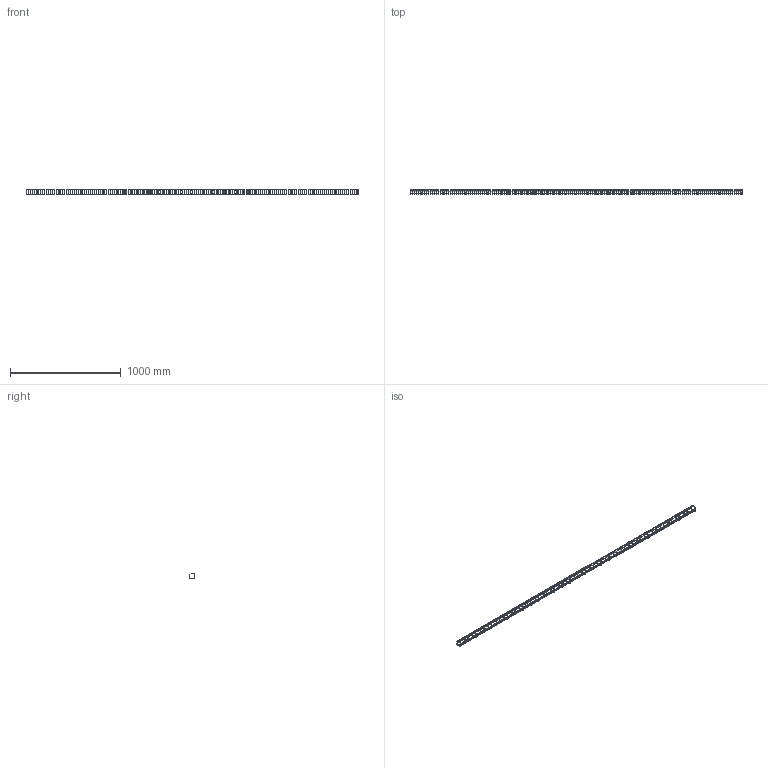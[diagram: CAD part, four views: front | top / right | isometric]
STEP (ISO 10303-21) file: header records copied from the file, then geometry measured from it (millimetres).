
FILE_DESCRIPTION (( 'STEP AP214' ), '1' );
FILE_NAME ('6005361.stp', '2020-04-09T11:58:57', ( '' ), ( '' ), 'SwSTEP 2.0', 'SolidWorks 2018', '' );
FILE_SCHEMA (( 'AUTOMOTIVE_DESIGN' ));
Length unit declared in the file: millimetre
Products named in the file (1): 6005361
Bounding box: 3004.7 x 53.81 x 53 mm (x, y, z)
Volume: 254808.5 mm3; surface area: 267252.3 mm2
Topology: 2 solids, 2 shells, 520 faces, 1710 edges, 1016 vertices
Faces by surface type: cylinder 260, torus 186, plane 74
Entity records: 25681 total; most frequent: CARTESIAN_POINT 10873, ORIENTED_EDGE 3420, DIRECTION 2962, EDGE_CURVE 1710, AXIS2_PLACEMENT_3D 1227, VERTEX_POINT 1016, CIRCLE 706, EDGE_LOOP 582
